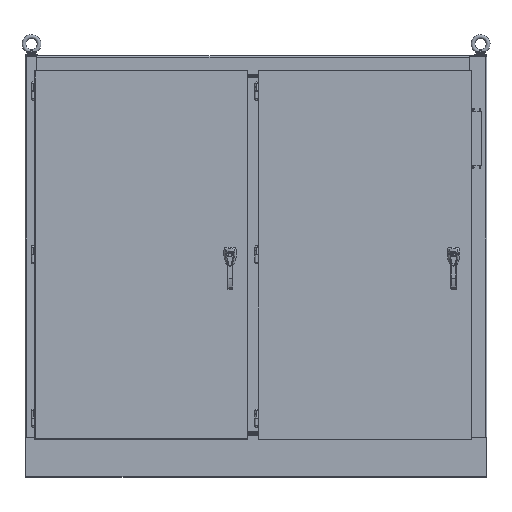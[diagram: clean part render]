
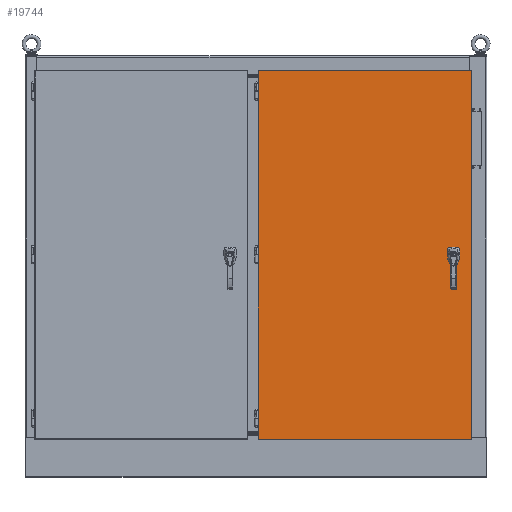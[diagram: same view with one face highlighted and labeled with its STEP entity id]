
A CAD part, top view. The second image highlights one B-rep face of the part: STEP entity #19744.
In plain terms, the highlighted face is planar.
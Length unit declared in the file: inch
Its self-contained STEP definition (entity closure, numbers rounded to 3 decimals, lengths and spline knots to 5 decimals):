
#7012 = ORIENTED_EDGE ( 'NONE', *, *, #104560, .F. ) ;
#14623 = VECTOR ( 'NONE', #134527, 39.37008 ) ;
#19744 = ADVANCED_FACE ( 'NONE', ( #90705 ), #139477, .T. ) ;
#20853 = ORIENTED_EDGE ( 'NONE', *, *, #96543, .T. ) ;
#26778 = DIRECTION ( 'NONE',  ( 0., -1., 0. ) ) ;
#26954 = VERTEX_POINT ( 'NONE', #73634 ) ;
#27017 = CARTESIAN_POINT ( 'NONE',  ( 76.24958, -19.24331, 69.50003 ) ) ;
#32881 = CARTESIAN_POINT ( 'NONE',  ( 39.7496, -19.24331, 69.50003 ) ) ;
#34734 = LINE ( 'NONE', #27017, #92120 ) ;
#36480 = DIRECTION ( 'NONE',  ( 0., 0., -1. ) ) ;
#39640 = CARTESIAN_POINT ( 'NONE',  ( 39.7496, -19.24331, 6.375 ) ) ;
#45131 = ORIENTED_EDGE ( 'NONE', *, *, #85722, .T. ) ;
#53213 = AXIS2_PLACEMENT_3D ( 'NONE', #138343, #26778, #138930 ) ;
#63525 = CARTESIAN_POINT ( 'NONE',  ( 39.7496, -19.24331, 69.50003 ) ) ;
#71670 = VERTEX_POINT ( 'NONE', #39640 ) ;
#73634 = CARTESIAN_POINT ( 'NONE',  ( 76.24958, -19.24331, 6.375 ) ) ;
#75832 = LINE ( 'NONE', #63525, #103439 ) ;
#76200 = DIRECTION ( 'NONE',  ( 0., 0., -1. ) ) ;
#84001 = CARTESIAN_POINT ( 'NONE',  ( 39.7496, -19.24331, 6.375 ) ) ;
#85722 = EDGE_CURVE ( 'NONE', #71670, #26954, #138877, .T. ) ;
#90705 = FACE_OUTER_BOUND ( 'NONE', #118842, .T. ) ;
#92120 = VECTOR ( 'NONE', #76200, 39.37008 ) ;
#93436 = VECTOR ( 'NONE', #123188, 39.37008 ) ;
#96543 = EDGE_CURVE ( 'NONE', #148463, #71670, #75832, .T. ) ;
#97969 = ORIENTED_EDGE ( 'NONE', *, *, #146415, .F. ) ;
#99562 = CARTESIAN_POINT ( 'NONE',  ( 76.24958, -19.24331, 69.50003 ) ) ;
#103439 = VECTOR ( 'NONE', #36480, 39.37008 ) ;
#104560 = EDGE_CURVE ( 'NONE', #148463, #131001, #119275, .T. ) ;
#105982 = CARTESIAN_POINT ( 'NONE',  ( 39.7496, -19.24331, 69.50003 ) ) ;
#118842 = EDGE_LOOP ( 'NONE', ( #20853, #45131, #97969, #7012 ) ) ;
#119275 = LINE ( 'NONE', #32881, #14623 ) ;
#123188 = DIRECTION ( 'NONE',  ( 1., 0., 0. ) ) ;
#131001 = VERTEX_POINT ( 'NONE', #99562 ) ;
#134527 = DIRECTION ( 'NONE',  ( 1., 0., 0. ) ) ;
#138343 = CARTESIAN_POINT ( 'NONE',  ( 38.24961, -19.24331, 0. ) ) ;
#138877 = LINE ( 'NONE', #84001, #93436 ) ;
#138930 = DIRECTION ( 'NONE',  ( 1., 0., 0. ) ) ;
#139477 = PLANE ( 'NONE',  #53213 ) ;
#146415 = EDGE_CURVE ( 'NONE', #131001, #26954, #34734, .T. ) ;
#148463 = VERTEX_POINT ( 'NONE', #105982 ) ;
